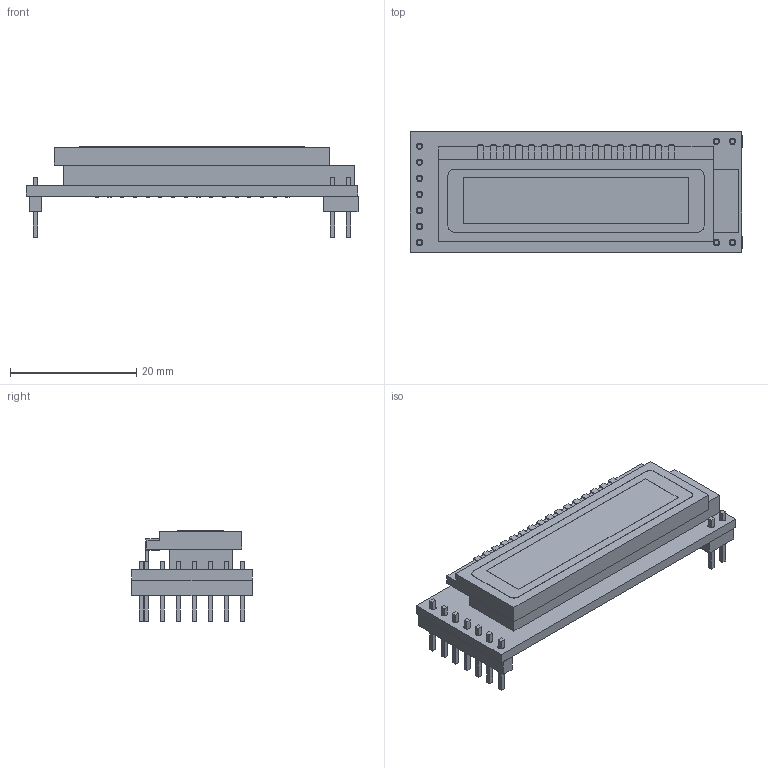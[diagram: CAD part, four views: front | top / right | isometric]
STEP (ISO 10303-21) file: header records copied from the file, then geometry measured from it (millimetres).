
FILE_DESCRIPTION(/* description */ (''),/* implementation_level */ '2;1');
FILE_NAME(/* name */ 'Radio TCAS LCD STEP.step',/* time_stamp */ '2024-01-05T14:29:12Z',/* author */ (''),/* organization */ (''),/* preprocessor_version */ 'ST-DEVELOPER v20',/* originating_system */ 'Autodesk Translation Framework v12.14.0.127',/* authorisation */ '');
FILE_SCHEMA (('AUTOMOTIVE_DESIGN { 1 0 10303 214 3 1 1 }'));
Length unit declared in the file: millimetre
Products named in the file (1): Radio TCAS LCD
Bounding box: 52.51 x 19 x 14.28 mm (x, y, z)
Volume: 5035.2 mm3; surface area: 5955.5 mm2
Topology: 6 solids, 6 shells, 383 faces, 1041 edges, 694 vertices
Faces by surface type: plane 352, cylinder 31
Full cylindrical faces by diameter (mm): 1 x26
Entity records: 12013 total; most frequent: CARTESIAN_POINT 2119, ORIENTED_EDGE 2082, DIRECTION 1871, EDGE_CURVE 1041, LINE 979, VECTOR 979, VERTEX_POINT 694, EDGE_LOOP 461
